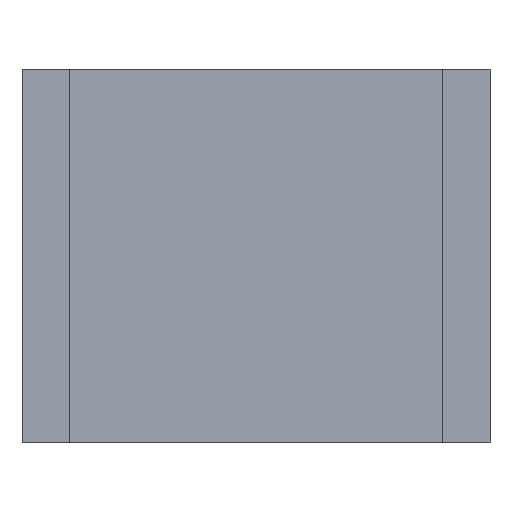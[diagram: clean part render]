
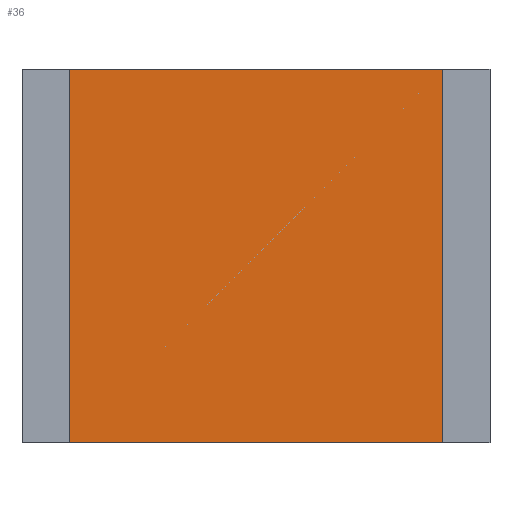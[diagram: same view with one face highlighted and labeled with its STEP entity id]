
A CAD part, front view. The second image highlights one B-rep face of the part: STEP entity #36.
In plain terms, the highlighted planar face has unit normal (0, -1, 0).
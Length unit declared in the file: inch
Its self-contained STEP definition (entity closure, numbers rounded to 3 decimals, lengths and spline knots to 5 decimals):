
#29 = VERTEX_POINT ( 'NONE', #196 ) ;
#31 = EDGE_CURVE ( 'NONE', #32, #29, #195, .T. ) ;
#32 = VERTEX_POINT ( 'NONE', #191 ) ;
#36 = ADVANCED_FACE ( 'NONE', ( #186 ), #185, .T. ) ;
#37 = EDGE_LOOP ( 'NONE', ( #38, #88, #91, #93 ) ) ;
#38 = ORIENTED_EDGE ( 'NONE', *, *, #39, .F. ) ;
#39 = EDGE_CURVE ( 'NONE', #40, #29, #247, .T. ) ;
#40 = VERTEX_POINT ( 'NONE', #243 ) ;
#88 = ORIENTED_EDGE ( 'NONE', *, *, #89, .F. ) ;
#89 = EDGE_CURVE ( 'NONE', #90, #40, #307, .T. ) ;
#90 = VERTEX_POINT ( 'NONE', #303 ) ;
#91 = ORIENTED_EDGE ( 'NONE', *, *, #92, .T. ) ;
#92 = EDGE_CURVE ( 'NONE', #90, #32, #302, .T. ) ;
#93 = ORIENTED_EDGE ( 'NONE', *, *, #31, .T. ) ;
#185 = PLANE ( 'NONE',  #251 ) ;
#186 = FACE_OUTER_BOUND ( 'NONE', #37, .T. ) ;
#191 = CARTESIAN_POINT ( 'NONE',  ( 0.125, 0., -0.25 ) ) ;
#192 = DIRECTION ( 'NONE',  ( 0., 0., 1. ) ) ;
#193 = VECTOR ( 'NONE', #192, 39.37008 ) ;
#194 = CARTESIAN_POINT ( 'NONE',  ( 0.125, 0., -0.25 ) ) ;
#195 = LINE ( 'NONE', #194, #193 ) ;
#196 = CARTESIAN_POINT ( 'NONE',  ( 0.125, 0., 0. ) ) ;
#243 = CARTESIAN_POINT ( 'NONE',  ( -0.125, 0., 0. ) ) ;
#244 = DIRECTION ( 'NONE',  ( 1., 0., 0. ) ) ;
#245 = VECTOR ( 'NONE', #244, 39.37008 ) ;
#246 = CARTESIAN_POINT ( 'NONE',  ( -0.125, 0., 0. ) ) ;
#247 = LINE ( 'NONE', #246, #245 ) ;
#248 = DIRECTION ( 'NONE',  ( 1., 0., 0. ) ) ;
#249 = DIRECTION ( 'NONE',  ( 0., -1., 0. ) ) ;
#250 = CARTESIAN_POINT ( 'NONE',  ( -0.125, 0., -0.25 ) ) ;
#251 = AXIS2_PLACEMENT_3D ( 'NONE', #250, #249, #248 ) ;
#299 = DIRECTION ( 'NONE',  ( 1., 0., 0. ) ) ;
#300 = VECTOR ( 'NONE', #299, 39.37008 ) ;
#301 = CARTESIAN_POINT ( 'NONE',  ( -0.125, 0., -0.25 ) ) ;
#302 = LINE ( 'NONE', #301, #300 ) ;
#303 = CARTESIAN_POINT ( 'NONE',  ( -0.125, 0., -0.25 ) ) ;
#304 = DIRECTION ( 'NONE',  ( 0., 0., 1. ) ) ;
#305 = VECTOR ( 'NONE', #304, 39.37008 ) ;
#306 = CARTESIAN_POINT ( 'NONE',  ( -0.125, 0., -0.25 ) ) ;
#307 = LINE ( 'NONE', #306, #305 ) ;
